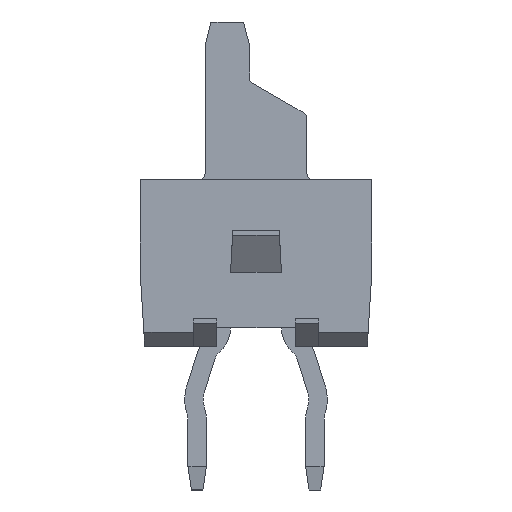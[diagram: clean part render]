
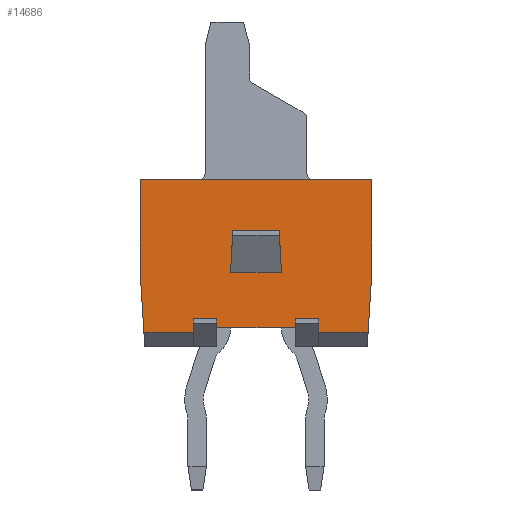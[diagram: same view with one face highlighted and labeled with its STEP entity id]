
A CAD part, front view. The second image highlights one B-rep face of the part: STEP entity #14686.
In plain terms, the highlighted face is planar.
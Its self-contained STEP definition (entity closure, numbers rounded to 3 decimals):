
#1292=ORIENTED_EDGE('',*,*,#3939,.T.);
#1293=ORIENTED_EDGE('',*,*,#3933,.T.);
#1294=ORIENTED_EDGE('',*,*,#3867,.F.);
#1295=ORIENTED_EDGE('',*,*,#4032,.T.);
#1296=ORIENTED_EDGE('',*,*,#3863,.F.);
#1297=ORIENTED_EDGE('',*,*,#3920,.F.);
#1298=ORIENTED_EDGE('',*,*,#3922,.T.);
#1299=ORIENTED_EDGE('',*,*,#4048,.T.);
#1300=ORIENTED_EDGE('',*,*,#3912,.F.);
#1301=ORIENTED_EDGE('',*,*,#4080,.F.);
#1302=ORIENTED_EDGE('',*,*,#4083,.F.);
#1303=ORIENTED_EDGE('',*,*,#4064,.T.);
#1304=ORIENTED_EDGE('',*,*,#4051,.T.);
#1305=ORIENTED_EDGE('',*,*,#4063,.T.);
#1306=ORIENTED_EDGE('',*,*,#3957,.T.);
#1307=ORIENTED_EDGE('',*,*,#3959,.T.);
#1308=ORIENTED_EDGE('',*,*,#3956,.F.);
#1309=ORIENTED_EDGE('',*,*,#3905,.F.);
#3863=EDGE_CURVE('',#5344,#5345,#6317,.T.);
#3867=EDGE_CURVE('',#5347,#5348,#6321,.T.);
#3905=EDGE_CURVE('',#5361,#5362,#6359,.T.);
#3912=EDGE_CURVE('',#5367,#5368,#6366,.T.);
#3920=EDGE_CURVE('',#5371,#5344,#6374,.T.);
#3922=EDGE_CURVE('',#5371,#5372,#6376,.T.);
#3933=EDGE_CURVE('',#5379,#5348,#6387,.T.);
#3939=EDGE_CURVE('',#5382,#5379,#6393,.T.);
#3956=EDGE_CURVE('',#5362,#5391,#6410,.T.);
#3957=EDGE_CURVE('',#5361,#5392,#6411,.T.);
#3959=EDGE_CURVE('',#5392,#5391,#6413,.T.);
#4032=EDGE_CURVE('',#5347,#5345,#6486,.T.);
#4048=EDGE_CURVE('',#5372,#5368,#6502,.T.);
#4051=EDGE_CURVE('',#5452,#5451,#6505,.T.);
#4063=EDGE_CURVE('',#5451,#5382,#6515,.T.);
#4064=EDGE_CURVE('',#5456,#5452,#6516,.T.);
#4080=EDGE_CURVE('',#5468,#5367,#6526,.T.);
#4083=EDGE_CURVE('',#5456,#5468,#6529,.T.);
#5344=VERTEX_POINT('',#19858);
#5345=VERTEX_POINT('',#19860);
#5347=VERTEX_POINT('',#19866);
#5348=VERTEX_POINT('',#19868);
#5361=VERTEX_POINT('',#19933);
#5362=VERTEX_POINT('',#19935);
#5367=VERTEX_POINT('',#19947);
#5368=VERTEX_POINT('',#19949);
#5371=VERTEX_POINT('',#19962);
#5372=VERTEX_POINT('',#19966);
#5379=VERTEX_POINT('',#19990);
#5382=VERTEX_POINT('',#20002);
#5391=VERTEX_POINT('',#20034);
#5392=VERTEX_POINT('',#20038);
#5451=VERTEX_POINT('',#20198);
#5452=VERTEX_POINT('',#20200);
#5456=VERTEX_POINT('',#20227);
#5468=VERTEX_POINT('',#20260);
#6317=LINE('',#19859,#7481);
#6321=LINE('',#19867,#7485);
#6359=LINE('',#19934,#7523);
#6366=LINE('',#19948,#7530);
#6374=LINE('',#19963,#7538);
#6376=LINE('',#19967,#7540);
#6387=LINE('',#19989,#7551);
#6393=LINE('',#20001,#7557);
#6410=LINE('',#20035,#7574);
#6411=LINE('',#20037,#7575);
#6413=LINE('',#20041,#7577);
#6486=LINE('',#20176,#7650);
#6502=LINE('',#20193,#7666);
#6505=LINE('',#20199,#7669);
#6515=LINE('',#20222,#7679);
#6516=LINE('',#20226,#7680);
#6526=LINE('',#20259,#7690);
#6529=LINE('',#20265,#7693);
#7481=VECTOR('',#16639,1000.);
#7485=VECTOR('',#16645,1000.);
#7523=VECTOR('',#16713,1000.);
#7530=VECTOR('',#16722,1000.);
#7538=VECTOR('',#16736,1000.);
#7540=VECTOR('',#16740,1000.);
#7551=VECTOR('',#16761,1000.);
#7557=VECTOR('',#16773,1000.);
#7574=VECTOR('',#16804,1000.);
#7575=VECTOR('',#16807,1000.);
#7577=VECTOR('',#16811,1000.);
#7650=VECTOR('',#16892,1000.);
#7666=VECTOR('',#16910,1000.);
#7669=VECTOR('',#16917,1000.);
#7679=VECTOR('',#16945,1000.);
#7680=VECTOR('',#16952,1000.);
#7690=VECTOR('',#16984,1000.);
#7693=VECTOR('',#16989,1000.);
#8606=EDGE_LOOP('',(#1292,#1293,#1294,#1295,#1296,#1297,#1298,#1299,#1300,
#1301,#1302,#1303,#1304,#1305));
#8607=EDGE_LOOP('',(#1306,#1307,#1308,#1309));
#9276=FACE_BOUND('',#8606,.T.);
#9277=FACE_BOUND('',#8607,.T.);
#9893=PLANE('',#15395);
#14686=ADVANCED_FACE('',(#9276,#9277),#9893,.F.);
#15395=AXIS2_PLACEMENT_3D('',#20264,#16987,#16988);
#16639=DIRECTION('',(0.,0.,-1.));
#16645=DIRECTION('',(0.,0.,1.));
#16713=DIRECTION('',(0.,1.,0.));
#16722=DIRECTION('',(0.,0.062,-0.998));
#16736=DIRECTION('',(0.,1.,0.));
#16740=DIRECTION('',(0.,0.,-1.));
#16761=DIRECTION('',(0.,-1.,0.));
#16773=DIRECTION('',(0.,0.,1.));
#16804=DIRECTION('',(0.,0.055,-0.998));
#16807=DIRECTION('',(0.,-0.055,-0.998));
#16811=DIRECTION('',(0.,1.,0.));
#16892=DIRECTION('',(0.,-1.,0.));
#16910=DIRECTION('',(0.,-1.,0.));
#16917=DIRECTION('',(0.,-0.062,-0.998));
#16945=DIRECTION('',(0.,-1.,0.));
#16952=DIRECTION('',(0.,0.,-1.));
#16984=DIRECTION('',(0.,0.,-1.));
#16987=DIRECTION('',(1.,0.,0.));
#16988=DIRECTION('',(0.,0.,-1.));
#16989=DIRECTION('',(0.,-1.,0.));
#19858=CARTESIAN_POINT('',(-8.635,-0.85,0.6));
#19859=CARTESIAN_POINT('',(-8.635,-0.85,0.6));
#19860=CARTESIAN_POINT('',(-8.635,-0.85,0.4));
#19866=CARTESIAN_POINT('',(-8.635,0.85,0.4));
#19867=CARTESIAN_POINT('',(-8.635,0.85,0.3));
#19868=CARTESIAN_POINT('',(-8.635,0.85,0.6));
#19933=CARTESIAN_POINT('',(-8.635,-0.5,2.5));
#19934=CARTESIAN_POINT('',(-8.635,-0.55,2.5));
#19935=CARTESIAN_POINT('',(-8.635,0.5,2.5));
#19947=CARTESIAN_POINT('',(-8.635,-2.5,1.6));
#19948=CARTESIAN_POINT('',(-8.635,-2.605,3.281));
#19949=CARTESIAN_POINT('',(-8.635,-2.419,0.3));
#19962=CARTESIAN_POINT('',(-8.635,-1.35,0.6));
#19963=CARTESIAN_POINT('',(-8.635,-1.35,0.6));
#19966=CARTESIAN_POINT('',(-8.635,-1.35,0.3));
#19967=CARTESIAN_POINT('',(-8.635,-1.35,0.6));
#19989=CARTESIAN_POINT('',(-8.635,1.35,0.6));
#19990=CARTESIAN_POINT('',(-8.635,1.35,0.6));
#20001=CARTESIAN_POINT('',(-8.635,1.35,0.3));
#20002=CARTESIAN_POINT('',(-8.635,1.35,0.3));
#20034=CARTESIAN_POINT('',(-8.635,0.55,1.6));
#20035=CARTESIAN_POINT('',(-8.635,0.5,2.5));
#20037=CARTESIAN_POINT('',(-8.635,-0.5,2.5));
#20038=CARTESIAN_POINT('',(-8.635,-0.55,1.6));
#20041=CARTESIAN_POINT('',(-8.635,-0.55,1.6));
#20176=CARTESIAN_POINT('',(-8.635,2.5,0.4));
#20193=CARTESIAN_POINT('',(-8.635,2.5,0.3));
#20198=CARTESIAN_POINT('',(-8.635,2.419,0.3));
#20199=CARTESIAN_POINT('',(-8.635,2.625,3.592));
#20200=CARTESIAN_POINT('',(-8.635,2.5,1.6));
#20222=CARTESIAN_POINT('',(-8.635,2.5,0.3));
#20226=CARTESIAN_POINT('',(-8.635,2.5,3.6));
#20227=CARTESIAN_POINT('',(-8.635,2.5,3.6));
#20259=CARTESIAN_POINT('',(-8.635,-2.5,3.6));
#20260=CARTESIAN_POINT('',(-8.635,-2.5,3.6));
#20264=CARTESIAN_POINT('',(-8.635,2.5,3.6));
#20265=CARTESIAN_POINT('',(-8.635,2.5,3.6));
